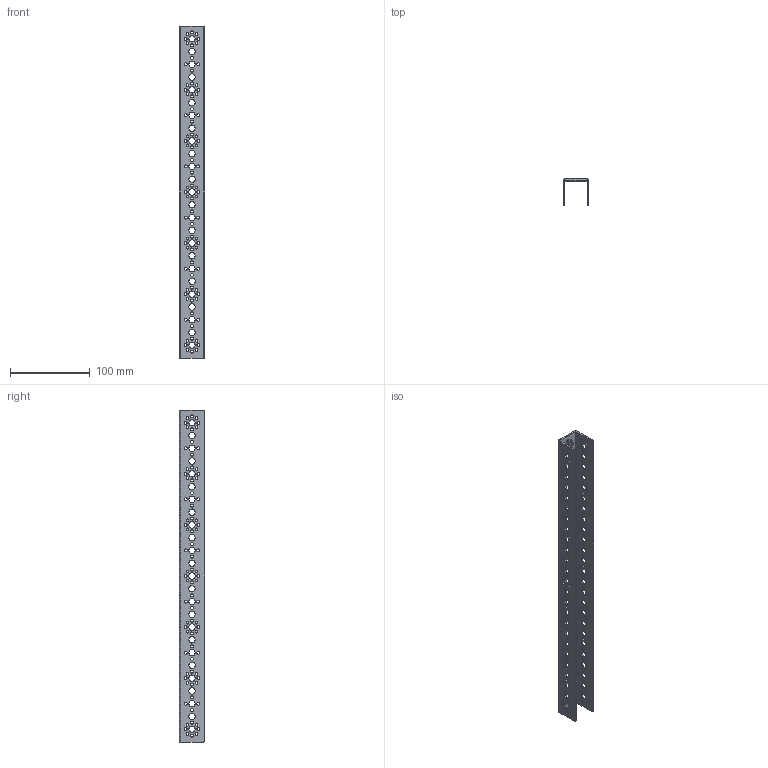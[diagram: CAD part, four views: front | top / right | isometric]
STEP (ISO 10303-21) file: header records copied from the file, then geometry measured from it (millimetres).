
FILE_DESCRIPTION (( 'STEP AP214' ), '1' );
FILE_NAME ('39069_TXM 416mmChannel.STEP', '2017-01-16T14:29:09', ( '' ), ( '' ), 'SwSTEP 2.0', 'SolidWorks 2016', '' );
FILE_SCHEMA (( 'AUTOMOTIVE_DESIGN' ));
Length unit declared in the file: millimetre
Products named in the file (2): 39069_TXM 416mmChannel
Bounding box: 32 x 32 x 416 mm (x, y, z)
Volume: 63122.1 mm3; surface area: 74493.2 mm2
Topology: 1 solids, 1 shells, 646 faces, 1932 edges, 1288 vertices
Faces by surface type: cylinder 636, plane 10
Entity records: 23857 total; most frequent: DIRECTION 4500, CARTESIAN_POINT 3868, ORIENTED_EDGE 3864, EDGE_CURVE 1932, AXIS2_PLACEMENT_3D 1920, VERTEX_POINT 1288, EDGE_LOOP 1276, CIRCLE 1272
